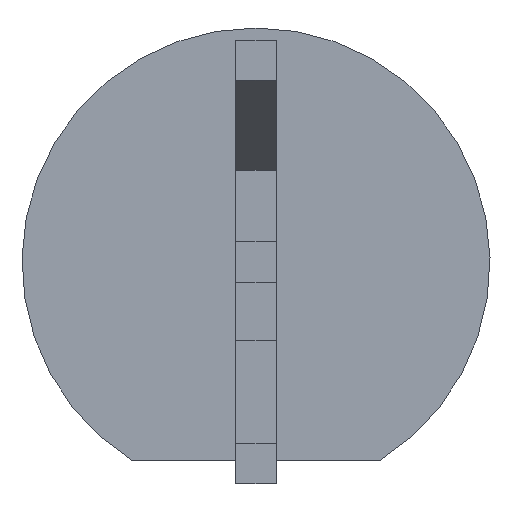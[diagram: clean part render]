
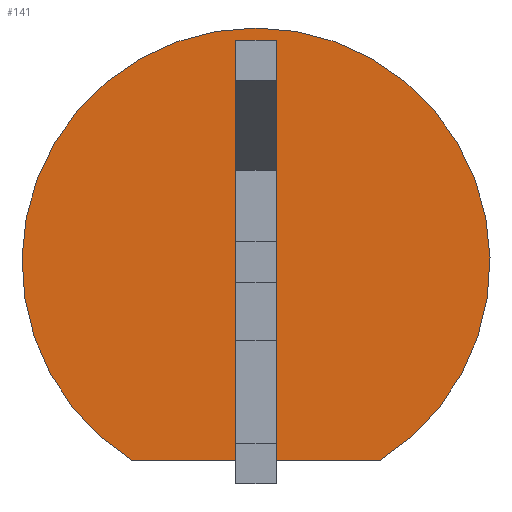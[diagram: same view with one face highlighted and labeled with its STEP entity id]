
A CAD part, front view. The second image highlights one B-rep face of the part: STEP entity #141.
In plain terms, the highlighted planar face has unit normal (0, -1, 0).
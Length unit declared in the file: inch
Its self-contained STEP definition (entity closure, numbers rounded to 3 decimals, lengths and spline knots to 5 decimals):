
#4 = EDGE_LOOP ( 'NONE', ( #1317, #1315, #1163, #1139 ) ) ;
#18 = VECTOR ( 'NONE', #584, 39.37008 ) ;
#35 = EDGE_LOOP ( 'NONE', ( #780, #657, #93 ) ) ;
#56 = VERTEX_POINT ( 'NONE', #886 ) ;
#59 = DIRECTION ( 'NONE',  ( 1., 0., 0. ) ) ;
#67 = EDGE_CURVE ( 'NONE', #761, #465, #557, .T. ) ;
#93 = ORIENTED_EDGE ( 'NONE', *, *, #67, .F. ) ;
#133 = DIRECTION ( 'NONE',  ( 0., 1., 0. ) ) ;
#141 = ADVANCED_FACE ( 'NONE', ( #672, #926 ), #475, .F. ) ;
#243 = CARTESIAN_POINT ( 'NONE',  ( 0., 0., 0. ) ) ;
#246 = DIRECTION ( 'NONE',  ( -1., 0., 0. ) ) ;
#357 = EDGE_CURVE ( 'NONE', #399, #56, #847, .T. ) ;
#360 = DIRECTION ( 'NONE',  ( 0., 1., 0. ) ) ;
#399 = VERTEX_POINT ( 'NONE', #546 ) ;
#420 = CARTESIAN_POINT ( 'NONE',  ( -0.06127, 0., -0.0985 ) ) ;
#454 = CARTESIAN_POINT ( 'NONE',  ( 0.01, 0., -0.058 ) ) ;
#465 = VERTEX_POINT ( 'NONE', #1301 ) ;
#466 = CARTESIAN_POINT ( 'NONE',  ( 0.01, 0., -0.00666 ) ) ;
#475 = PLANE ( 'NONE',  #1356 ) ;
#508 = DIRECTION ( 'NONE',  ( 0., 0., -1. ) ) ;
#515 = AXIS2_PLACEMENT_3D ( 'NONE', #1235, #600, #1337 ) ;
#537 = VERTEX_POINT ( 'NONE', #454 ) ;
#546 = CARTESIAN_POINT ( 'NONE',  ( -0.01, 0., 0.059 ) ) ;
#552 = LINE ( 'NONE', #466, #18 ) ;
#557 = CIRCLE ( 'NONE', #720, 0.116 ) ;
#584 = DIRECTION ( 'NONE',  ( 0., 0., 1. ) ) ;
#600 = DIRECTION ( 'NONE',  ( 0., 1., 0. ) ) ;
#657 = ORIENTED_EDGE ( 'NONE', *, *, #1374, .F. ) ;
#672 = FACE_OUTER_BOUND ( 'NONE', #35, .T. ) ;
#690 = VECTOR ( 'NONE', #508, 39.37008 ) ;
#712 = EDGE_CURVE ( 'NONE', #56, #537, #1052, .T. ) ;
#716 = CARTESIAN_POINT ( 'NONE',  ( -0.01, 0., -0.00666 ) ) ;
#720 = AXIS2_PLACEMENT_3D ( 'NONE', #243, #360, #1106 ) ;
#761 = VERTEX_POINT ( 'NONE', #963 ) ;
#767 = VECTOR ( 'NONE', #59, 39.37008 ) ;
#780 = ORIENTED_EDGE ( 'NONE', *, *, #1021, .F. ) ;
#798 = VECTOR ( 'NONE', #246, 39.37008 ) ;
#832 = LINE ( 'NONE', #998, #798 ) ;
#844 = CARTESIAN_POINT ( 'NONE',  ( 0., 0., -0.0985 ) ) ;
#847 = LINE ( 'NONE', #716, #690 ) ;
#886 = CARTESIAN_POINT ( 'NONE',  ( -0.01, 0., -0.058 ) ) ;
#899 = VECTOR ( 'NONE', #1053, 39.37008 ) ;
#926 = FACE_BOUND ( 'NONE', #4, .T. ) ;
#963 = CARTESIAN_POINT ( 'NONE',  ( 0., 0., 0.116 ) ) ;
#998 = CARTESIAN_POINT ( 'NONE',  ( -0.01, 0., 0.059 ) ) ;
#1011 = CARTESIAN_POINT ( 'NONE',  ( 0., 0., -0.00666 ) ) ;
#1021 = EDGE_CURVE ( 'NONE', #1379, #761, #1325, .T. ) ;
#1047 = CARTESIAN_POINT ( 'NONE',  ( 0.01, 0., 0.059 ) ) ;
#1052 = LINE ( 'NONE', #1380, #767 ) ;
#1053 = DIRECTION ( 'NONE',  ( -1., 0., 0. ) ) ;
#1106 = DIRECTION ( 'NONE',  ( 0., 0., 1. ) ) ;
#1124 = DIRECTION ( 'NONE',  ( 0., 0., 1. ) ) ;
#1139 = ORIENTED_EDGE ( 'NONE', *, *, #712, .F. ) ;
#1163 = ORIENTED_EDGE ( 'NONE', *, *, #1248, .F. ) ;
#1181 = LINE ( 'NONE', #844, #899 ) ;
#1235 = CARTESIAN_POINT ( 'NONE',  ( 0., 0., 0. ) ) ;
#1248 = EDGE_CURVE ( 'NONE', #537, #1334, #552, .T. ) ;
#1266 = EDGE_CURVE ( 'NONE', #1334, #399, #832, .T. ) ;
#1301 = CARTESIAN_POINT ( 'NONE',  ( 0.06127, 0., -0.0985 ) ) ;
#1315 = ORIENTED_EDGE ( 'NONE', *, *, #1266, .F. ) ;
#1317 = ORIENTED_EDGE ( 'NONE', *, *, #357, .F. ) ;
#1325 = CIRCLE ( 'NONE', #515, 0.116 ) ;
#1334 = VERTEX_POINT ( 'NONE', #1047 ) ;
#1337 = DIRECTION ( 'NONE',  ( 0., 0., 1. ) ) ;
#1356 = AXIS2_PLACEMENT_3D ( 'NONE', #1011, #133, #1124 ) ;
#1374 = EDGE_CURVE ( 'NONE', #465, #1379, #1181, .T. ) ;
#1379 = VERTEX_POINT ( 'NONE', #420 ) ;
#1380 = CARTESIAN_POINT ( 'NONE',  ( -0.01, 0., -0.058 ) ) ;
